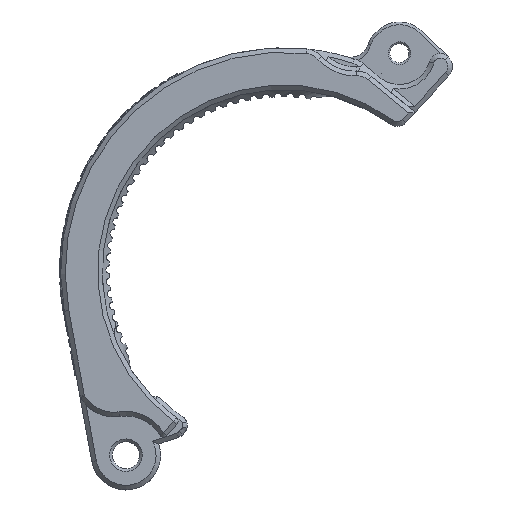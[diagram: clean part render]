
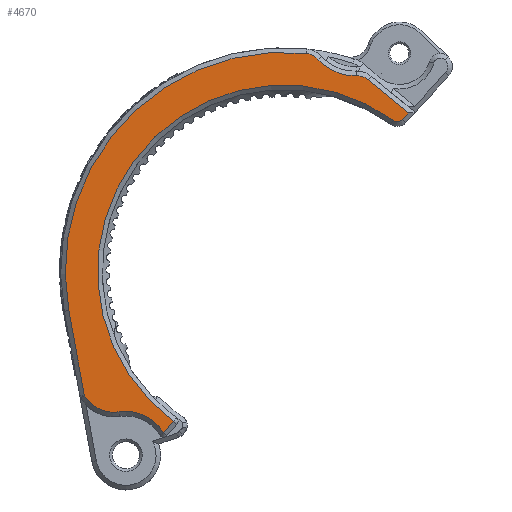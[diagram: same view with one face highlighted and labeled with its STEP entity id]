
A CAD part, top view. The second image highlights one B-rep face of the part: STEP entity #4670.
In plain terms, the highlighted planar face has unit normal (0, 0, 1).
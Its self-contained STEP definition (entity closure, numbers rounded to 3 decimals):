
#73=PLANE('',#4974);
#310=LINE('',#29797,#576);
#316=LINE('',#29815,#582);
#327=LINE('',#29879,#593);
#328=LINE('',#29881,#594);
#576=VECTOR('',#5517,10.);
#582=VECTOR('',#5535,10.);
#593=VECTOR('',#5592,10.);
#594=VECTOR('',#5593,10.);
#949=FACE_OUTER_BOUND('',#1260,.T.);
#1260=EDGE_LOOP('',(#3664,#3665,#3666,#3667,#3668,#3669,#3670,#3671,#3672,
#3673,#3674,#3675,#3676));
#1624=B_SPLINE_CURVE_WITH_KNOTS('',3,(#29770,#29771,#29772,#29773,#29774,
#29775,#29776,#29777,#29778,#29779,#29780,#29781,#29782),.UNSPECIFIED.,
 .F.,.F.,(4,3,3,3,4),(0.,0.018,0.019,0.037,
0.039),.UNSPECIFIED.);
#1762=CIRCLE('',#4947,41.12);
#1763=CIRCLE('',#4949,1.5);
#1766=CIRCLE('',#4954,7.5);
#1767=CIRCLE('',#4956,9.67);
#1776=CIRCLE('',#4975,4.);
#1777=CIRCLE('',#4976,11.);
#1778=CIRCLE('',#4977,4.);
#1779=CIRCLE('',#4978,48.3);
#2124=VERTEX_POINT('',#29764);
#2125=VERTEX_POINT('',#29769);
#2127=VERTEX_POINT('',#29796);
#2128=VERTEX_POINT('',#29800);
#2129=VERTEX_POINT('',#29802);
#2131=VERTEX_POINT('',#29807);
#2133=VERTEX_POINT('',#29814);
#2136=VERTEX_POINT('',#29822);
#2146=VERTEX_POINT('',#29878);
#2147=VERTEX_POINT('',#29880);
#2148=VERTEX_POINT('',#29882);
#2149=VERTEX_POINT('',#29884);
#2150=VERTEX_POINT('',#29886);
#2665=EDGE_CURVE('',#2124,#2125,#1624,.T.);
#2670=EDGE_CURVE('',#2125,#2127,#310,.T.);
#2674=EDGE_CURVE('',#2129,#2128,#1762,.T.);
#2676=EDGE_CURVE('',#2131,#2129,#1763,.T.);
#2679=EDGE_CURVE('',#2128,#2133,#316,.T.);
#2684=EDGE_CURVE('',#2136,#2124,#1766,.T.);
#2686=EDGE_CURVE('',#2133,#2136,#1767,.T.);
#2704=EDGE_CURVE('',#2146,#2131,#327,.T.);
#2705=EDGE_CURVE('',#2147,#2146,#328,.T.);
#2706=EDGE_CURVE('',#2148,#2147,#1776,.T.);
#2707=EDGE_CURVE('',#2149,#2148,#1777,.T.);
#2708=EDGE_CURVE('',#2150,#2149,#1778,.T.);
#2709=EDGE_CURVE('',#2127,#2150,#1779,.T.);
#3664=ORIENTED_EDGE('',*,*,#2665,.F.);
#3665=ORIENTED_EDGE('',*,*,#2684,.F.);
#3666=ORIENTED_EDGE('',*,*,#2686,.F.);
#3667=ORIENTED_EDGE('',*,*,#2679,.F.);
#3668=ORIENTED_EDGE('',*,*,#2674,.F.);
#3669=ORIENTED_EDGE('',*,*,#2676,.F.);
#3670=ORIENTED_EDGE('',*,*,#2704,.F.);
#3671=ORIENTED_EDGE('',*,*,#2705,.F.);
#3672=ORIENTED_EDGE('',*,*,#2706,.F.);
#3673=ORIENTED_EDGE('',*,*,#2707,.F.);
#3674=ORIENTED_EDGE('',*,*,#2708,.F.);
#3675=ORIENTED_EDGE('',*,*,#2709,.F.);
#3676=ORIENTED_EDGE('',*,*,#2670,.F.);
#4670=ADVANCED_FACE('',(#949),#73,.F.);
#4947=AXIS2_PLACEMENT_3D('',#29804,#5523,#5524);
#4949=AXIS2_PLACEMENT_3D('',#29809,#5528,#5529);
#4954=AXIS2_PLACEMENT_3D('',#29824,#5543,#5544);
#4956=AXIS2_PLACEMENT_3D('',#29828,#5548,#5549);
#4974=AXIS2_PLACEMENT_3D('',#29877,#5590,#5591);
#4975=AXIS2_PLACEMENT_3D('',#29883,#5594,#5595);
#4976=AXIS2_PLACEMENT_3D('',#29885,#5596,#5597);
#4977=AXIS2_PLACEMENT_3D('',#29887,#5598,#5599);
#4978=AXIS2_PLACEMENT_3D('',#29888,#5600,#5601);
#5517=DIRECTION('',(-0.18,0.984,0.));
#5523=DIRECTION('center_axis',(0.,0.,
1.));
#5524=DIRECTION('ref_axis',(0.349,0.937,0.));
#5528=DIRECTION('center_axis',(0.,0.,
-1.));
#5529=DIRECTION('ref_axis',(0.101,-0.995,0.));
#5535=DIRECTION('',(-0.669,-0.744,0.));
#5543=DIRECTION('center_axis',(0.,0.,
-1.));
#5544=DIRECTION('ref_axis',(-0.589,-0.808,0.));
#5548=DIRECTION('center_axis',(0.,0.,
1.));
#5549=DIRECTION('ref_axis',(0.652,0.758,0.));
#5590=DIRECTION('center_axis',(0.,0.,
-1.));
#5591=DIRECTION('ref_axis',(0.759,-0.651,0.));
#5592=DIRECTION('',(-0.675,-0.738,0.));
#5593=DIRECTION('',(0.773,-0.634,0.));
#5594=DIRECTION('center_axis',(0.,0.,
-1.));
#5595=DIRECTION('ref_axis',(0.324,0.946,0.));
#5596=DIRECTION('center_axis',(0.,0.,
1.));
#5597=DIRECTION('ref_axis',(-1.,0.005,0.));
#5598=DIRECTION('center_axis',(0.,0.,
-1.));
#5599=DIRECTION('ref_axis',(0.453,0.892,0.));
#5600=DIRECTION('center_axis',(0.,0.,
-1.));
#5601=DIRECTION('ref_axis',(0.652,0.758,0.));
#29764=CARTESIAN_POINT('',(-43.725,-13.523,22.));
#29769=CARTESIAN_POINT('',(-43.861,-13.164,22.));
#29770=CARTESIAN_POINT('Ctrl Pts',(-43.725,-13.523,
22.));
#29771=CARTESIAN_POINT('Ctrl Pts',(-43.756,-13.472,
22.));
#29772=CARTESIAN_POINT('Ctrl Pts',(-43.783,-13.418,22.));
#29773=CARTESIAN_POINT('Ctrl Pts',(-43.805,-13.362,
22.));
#29774=CARTESIAN_POINT('Ctrl Pts',(-43.806,-13.358,
22.));
#29775=CARTESIAN_POINT('Ctrl Pts',(-43.808,-13.354,
22.));
#29776=CARTESIAN_POINT('Ctrl Pts',(-43.81,-13.35,
22.));
#29777=CARTESIAN_POINT('Ctrl Pts',(-43.831,-13.294,
22.));
#29778=CARTESIAN_POINT('Ctrl Pts',(-43.847,-13.237,
22.));
#29779=CARTESIAN_POINT('Ctrl Pts',(-43.859,-13.178,
22.));
#29780=CARTESIAN_POINT('Ctrl Pts',(-43.86,-13.173,
22.));
#29781=CARTESIAN_POINT('Ctrl Pts',(-43.861,-13.169,
22.));
#29782=CARTESIAN_POINT('Ctrl Pts',(-43.861,-13.164,
22.));
#29796=CARTESIAN_POINT('',(-47.243,5.318,22.));
#29797=CARTESIAN_POINT('',(-47.301,5.634,22.));
#29800=CARTESIAN_POINT('',(-24.152,-19.137,22.));
#29802=CARTESIAN_POINT('',(24.395,47.245,22.));
#29804=CARTESIAN_POINT('Origin',(0.233,13.972,22.));
#29807=CARTESIAN_POINT('',(26.383,47.447,22.));
#29809=CARTESIAN_POINT('Origin',(25.276,48.459,22.));
#29814=CARTESIAN_POINT('',(-26.364,-21.597,22.));
#29815=CARTESIAN_POINT('',(-12.12,-5.751,22.));
#29822=CARTESIAN_POINT('',(-36.147,-17.041,22.));
#29824=CARTESIAN_POINT('Origin',(-37.313,-9.632,22.));
#29828=CARTESIAN_POINT('Origin',(-34.644,-26.593,22.));
#29877=CARTESIAN_POINT('Origin',(0.268,14.04,22.));
#29878=CARTESIAN_POINT('',(27.731,48.921,22.));
#29879=CARTESIAN_POINT('',(12.147,31.866,22.));
#29880=CARTESIAN_POINT('',(18.844,56.215,22.));
#29881=CARTESIAN_POINT('',(20.806,54.605,22.));
#29882=CARTESIAN_POINT('',(16.197,57.121,22.));
#29883=CARTESIAN_POINT('Origin',(16.307,53.123,22.));
#29884=CARTESIAN_POINT('',(7.717,60.761,22.));
#29885=CARTESIAN_POINT('Origin',(15.895,68.117,22.));
#29886=CARTESIAN_POINT('',(5.147,62.065,22.));
#29887=CARTESIAN_POINT('Origin',(4.743,58.086,22.));
#29888=CARTESIAN_POINT('Origin',(0.268,14.012,22.));
